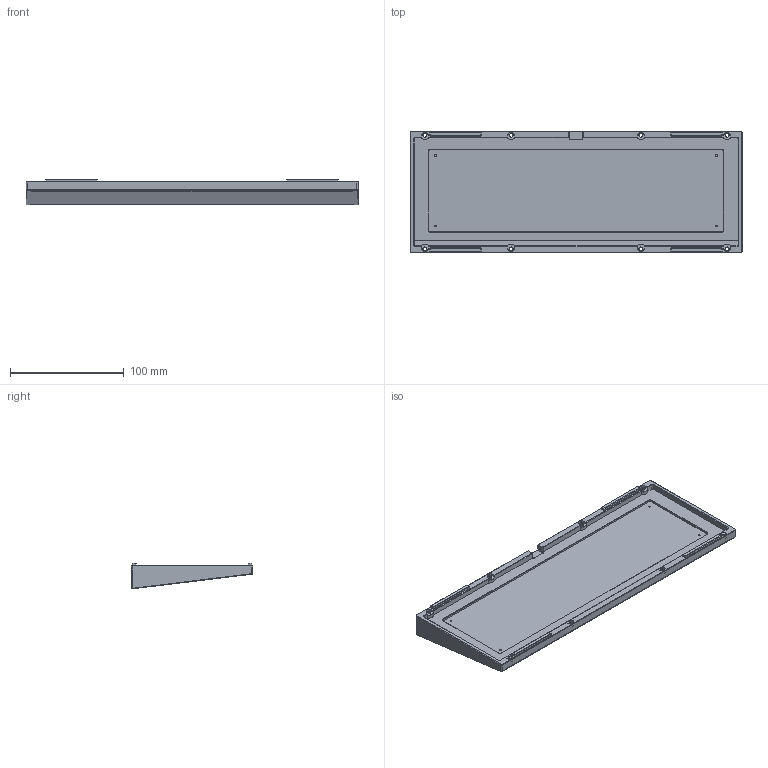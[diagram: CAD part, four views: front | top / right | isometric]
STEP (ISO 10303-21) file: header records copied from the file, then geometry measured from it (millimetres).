
FILE_DESCRIPTION(/* description */ (''),/* implementation_level */ '2;1');
FILE_NAME(/* name */ 'IDN60_BOTTOM.step',/* time_stamp */ '2026-01-02T11:02:08+04:00',/* author */ (''),/* organization */ (''),/* preprocessor_version */ 'ST-DEVELOPER v20.1',/* originating_system */ 'Autodesk Translation Framework v14.21.0.0',/* authorisation */ '');
FILE_SCHEMA (('AUTOMOTIVE_DESIGN { 1 0 10303 214 3 1 1 }'));
Length unit declared in the file: millimetre
Products named in the file (1): FINALIDN60
Bounding box: 292.12 x 107.14 x 22.71 mm (x, y, z)
Volume: 265475.9 mm3; surface area: 83234.1 mm2
Topology: 1 solids, 1 shells, 340 faces, 867 edges, 558 vertices
Faces by surface type: plane 202, cylinder 104, cone 27, bspline 7
Full cylindrical faces by diameter (mm): 1.623 x4, 3.3 x8, 5.975 x8
Entity records: 10789 total; most frequent: CARTESIAN_POINT 2257, DIRECTION 1817, ORIENTED_EDGE 1734, EDGE_CURVE 867, AXIS2_PLACEMENT_3D 631, VERTEX_POINT 558, LINE 555, VECTOR 555
